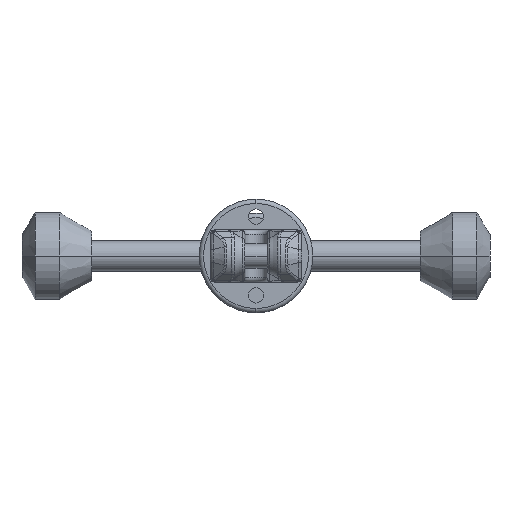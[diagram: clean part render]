
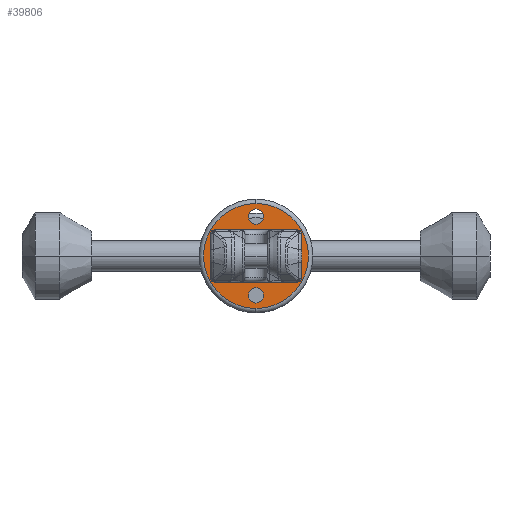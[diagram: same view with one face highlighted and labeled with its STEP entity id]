
A CAD part, left-side view. The second image highlights one B-rep face of the part: STEP entity #39806.
In plain terms, the highlighted face is planar.
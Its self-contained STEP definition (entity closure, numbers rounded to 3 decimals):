
#39513=DIRECTION('',(1.,0.,0.));
#39514=VECTOR('',#39513,3.66);
#39515=CARTESIAN_POINT('',(5.,5.,-6.));
#39516=LINE('',#39515,#39514);
#39517=CARTESIAN_POINT('',(0.,0.,-6.));
#39518=DIRECTION('',(0.,0.,-1.));
#39519=DIRECTION('',(0.866,0.5,0.));
#39520=AXIS2_PLACEMENT_3D('',#39517,#39518,#39519);
#39522=DIRECTION('',(0.,1.,0.));
#39523=VECTOR('',#39522,3.66);
#39524=CARTESIAN_POINT('',(-5.,-8.66,-6.));
#39525=LINE('',#39524,#39523);
#39526=DIRECTION('',(-1.,0.,0.));
#39527=VECTOR('',#39526,3.66);
#39528=CARTESIAN_POINT('',(-5.,-5.,-6.));
#39529=LINE('',#39528,#39527);
#39530=CARTESIAN_POINT('',(0.,0.,-6.));
#39531=DIRECTION('',(0.,0.,-1.));
#39532=DIRECTION('',(-0.866,-0.5,0.));
#39533=AXIS2_PLACEMENT_3D('',#39530,#39531,#39532);
#39535=DIRECTION('',(0.,-1.,0.));
#39536=VECTOR('',#39535,3.66);
#39537=CARTESIAN_POINT('',(5.,8.66,-6.));
#39538=LINE('',#39537,#39536);
#39539=CARTESIAN_POINT('',(18.,0.,-6.));
#39540=DIRECTION('',(0.,0.,1.));
#39541=DIRECTION('',(1.,0.,0.));
#39542=AXIS2_PLACEMENT_3D('',#39539,#39540,#39541);
#39544=CARTESIAN_POINT('',(18.,0.,-6.));
#39545=DIRECTION('',(0.,0.,1.));
#39546=DIRECTION('',(-1.,0.,0.));
#39547=AXIS2_PLACEMENT_3D('',#39544,#39545,#39546);
#39549=CARTESIAN_POINT('',(-18.,0.,-6.));
#39550=DIRECTION('',(0.,0.,1.));
#39551=DIRECTION('',(1.,0.,0.));
#39552=AXIS2_PLACEMENT_3D('',#39549,#39550,#39551);
#39554=CARTESIAN_POINT('',(-18.,0.,-6.));
#39555=DIRECTION('',(0.,0.,1.));
#39556=DIRECTION('',(-1.,0.,0.));
#39557=AXIS2_PLACEMENT_3D('',#39554,#39555,#39556);
#39559=CARTESIAN_POINT('',(0.,0.,-6.));
#39560=DIRECTION('',(0.,0.,-1.));
#39561=DIRECTION('',(1.,0.,0.));
#39562=AXIS2_PLACEMENT_3D('',#39559,#39560,#39561);
#39564=CARTESIAN_POINT('',(0.,0.,-6.));
#39565=DIRECTION('',(0.,0.,-1.));
#39566=DIRECTION('',(-1.,0.,0.));
#39567=AXIS2_PLACEMENT_3D('',#39564,#39565,#39566);
#39713=CARTESIAN_POINT('',(24.,0.,-6.));
#39714=CARTESIAN_POINT('',(-24.,0.,-6.));
#39715=VERTEX_POINT('',#39713);
#39716=VERTEX_POINT('',#39714);
#39721=CARTESIAN_POINT('',(5.,5.,-6.));
#39722=CARTESIAN_POINT('',(8.66,5.,-6.));
#39723=VERTEX_POINT('',#39721);
#39724=VERTEX_POINT('',#39722);
#39725=CARTESIAN_POINT('',(-5.,-8.66,-6.));
#39726=VERTEX_POINT('',#39725);
#39727=CARTESIAN_POINT('',(-5.,-5.,-6.));
#39728=VERTEX_POINT('',#39727);
#39729=CARTESIAN_POINT('',(-8.66,-5.,-6.));
#39730=VERTEX_POINT('',#39729);
#39731=CARTESIAN_POINT('',(5.,8.66,-6.));
#39732=VERTEX_POINT('',#39731);
#39753=CARTESIAN_POINT('',(21.5,0.,-6.));
#39754=CARTESIAN_POINT('',(14.5,0.,-6.));
#39755=VERTEX_POINT('',#39753);
#39756=VERTEX_POINT('',#39754);
#39757=CARTESIAN_POINT('',(-14.5,0.,-6.));
#39758=CARTESIAN_POINT('',(-21.5,0.,-6.));
#39759=VERTEX_POINT('',#39757);
#39760=VERTEX_POINT('',#39758);
#39769=CARTESIAN_POINT('',(0.,0.,-6.));
#39770=DIRECTION('',(0.,0.,1.));
#39771=DIRECTION('',(1.,0.,0.));
#39772=AXIS2_PLACEMENT_3D('',#39769,#39770,#39771);
#39773=PLANE('',#39772);
#39775=ORIENTED_EDGE('',*,*,#39774,.F.);
#39777=ORIENTED_EDGE('',*,*,#39776,.F.);
#39778=EDGE_LOOP('',(#39775,#39777));
#39779=FACE_OUTER_BOUND('',#39778,.F.);
#39781=ORIENTED_EDGE('',*,*,#39780,.T.);
#39783=ORIENTED_EDGE('',*,*,#39782,.T.);
#39785=ORIENTED_EDGE('',*,*,#39784,.T.);
#39787=ORIENTED_EDGE('',*,*,#39786,.T.);
#39789=ORIENTED_EDGE('',*,*,#39788,.T.);
#39791=ORIENTED_EDGE('',*,*,#39790,.T.);
#39792=EDGE_LOOP('',(#39781,#39783,#39785,#39787,#39789,#39791));
#39793=FACE_BOUND('',#39792,.F.);
#39795=ORIENTED_EDGE('',*,*,#39794,.F.);
#39797=ORIENTED_EDGE('',*,*,#39796,.F.);
#39798=EDGE_LOOP('',(#39795,#39797));
#39799=FACE_BOUND('',#39798,.F.);
#39801=ORIENTED_EDGE('',*,*,#39800,.F.);
#39803=ORIENTED_EDGE('',*,*,#39802,.F.);
#39804=EDGE_LOOP('',(#39801,#39803));
#39805=FACE_BOUND('',#39804,.F.);
#39806=ADVANCED_FACE('',(#39779,#39793,#39799,#39805),#39773,.F.);
#39521=CIRCLE('',#39520,10.);
#39534=CIRCLE('',#39533,10.);
#39543=CIRCLE('',#39542,3.5);
#39548=CIRCLE('',#39547,3.5);
#39553=CIRCLE('',#39552,3.5);
#39558=CIRCLE('',#39557,3.5);
#39563=CIRCLE('',#39562,24.);
#39568=CIRCLE('',#39567,24.);
#39774=EDGE_CURVE('',#39715,#39716,#39563,.T.);
#39776=EDGE_CURVE('',#39716,#39715,#39568,.T.);
#39780=EDGE_CURVE('',#39723,#39724,#39516,.T.);
#39782=EDGE_CURVE('',#39724,#39726,#39521,.T.);
#39784=EDGE_CURVE('',#39726,#39728,#39525,.T.);
#39786=EDGE_CURVE('',#39728,#39730,#39529,.T.);
#39788=EDGE_CURVE('',#39730,#39732,#39534,.T.);
#39790=EDGE_CURVE('',#39732,#39723,#39538,.T.);
#39794=EDGE_CURVE('',#39755,#39756,#39543,.T.);
#39796=EDGE_CURVE('',#39756,#39755,#39548,.T.);
#39800=EDGE_CURVE('',#39759,#39760,#39553,.T.);
#39802=EDGE_CURVE('',#39760,#39759,#39558,.T.);
